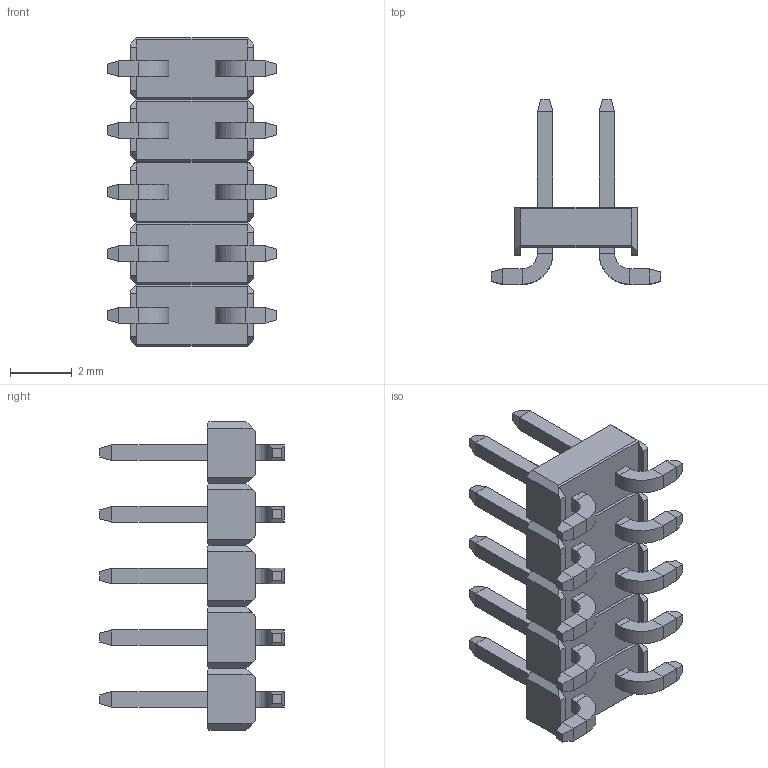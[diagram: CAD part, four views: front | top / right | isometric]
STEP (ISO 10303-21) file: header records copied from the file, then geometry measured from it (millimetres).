
FILE_DESCRIPTION (( 'STEP AP214' ), '1' );
FILE_NAME ('2x5 2.0MM MALE SMD.STEP', '2021-10-12T08:36:08', ( '' ), ( '' ), 'SwSTEP 2.0', 'SolidWorks 2019', '' );
FILE_SCHEMA (( 'AUTOMOTIVE_DESIGN' ));
Length unit declared in the file: millimetre
Products named in the file (1): 2x5 2.0MM MALE SMD
Bounding box: 5.5 x 6 x 10 mm (x, y, z)
Volume: 66.2 mm3; surface area: 272.2 mm2
Topology: 5 solids, 5 shells, 350 faces, 800 edges, 480 vertices
Faces by surface type: plane 330, cylinder 20
Entity records: 13384 total; most frequent: CARTESIAN_POINT 1631, ORIENTED_EDGE 1600, DIRECTION 1542, EDGE_CURVE 800, LINE 760, VECTOR 760, VERTEX_POINT 480, AXIS2_PLACEMENT_3D 391
